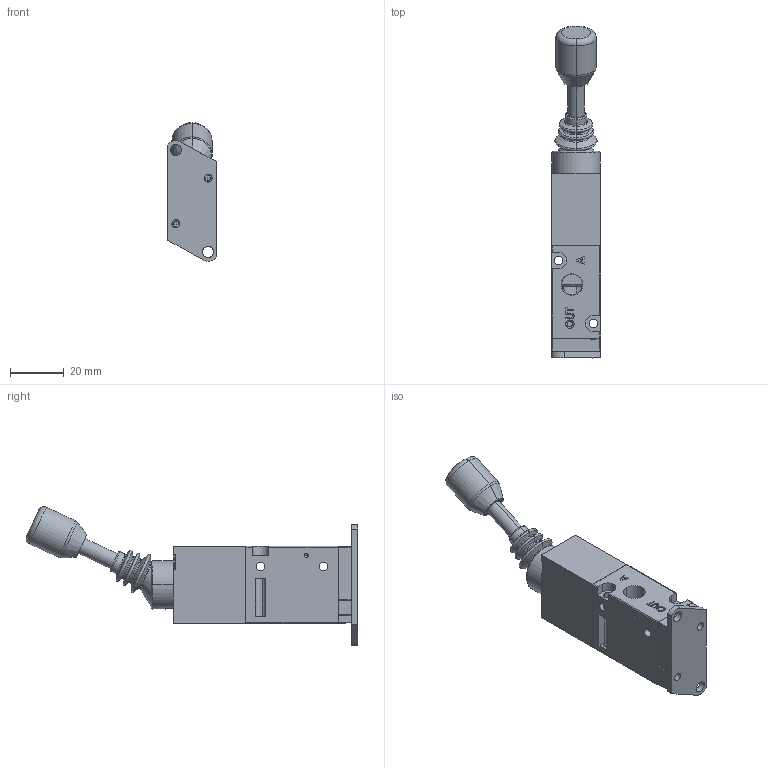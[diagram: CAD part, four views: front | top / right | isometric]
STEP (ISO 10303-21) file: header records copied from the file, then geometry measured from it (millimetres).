
FILE_DESCRIPTION (( 'STEP AP203' ), '1' );
FILE_NAME ('TMV260-D-P.STEP', '2016-01-13T00:41:13', ( 'yrd8' ), ( 'Hewlett-Packard Company' ), 'SwSTEP 2.0', 'SolidWorks 2008', '' );
FILE_SCHEMA (( 'CONFIG_CONTROL_DESIGN' ));
Length unit declared in the file: millimetre
Products named in the file (9): TMV260-D-P; SF2000BodyCover_ル遽; BodyCoverBolt(M2.6xL7.5)_ル遽; TMV200; TMV200 Semi; TMV Bellows-1; PlateBolt(M2.6xL7)_ル遽; TMV200-Plate; sf2600 body
Assembly tree (10 placements, depth 3):
  TMV260-D-P
    sf2600 body
    BodyCoverBolt(M2.6xL7.5)_ル遽  x2
    SF2000BodyCover_ル遽
    TMV200-Plate
    TMV200
      PlateBolt(M2.6xL7)_ル遽  x2
      TMV Bellows-1
      TMV200 Semi
Bounding box: 18.4 x 123.7 x 51.66 mm (x, y, z)
Volume: 37519.6 mm3; surface area: 20112.9 mm2
Topology: 9 solids, 10 shells, 752 faces, 1966 edges, 1237 vertices
Faces by surface type: plane 283, cylinder 196, cone 145, bspline 86, torus 38, sphere 4
Entity records: 27959 total; most frequent: CARTESIAN_POINT 10815, ORIENTED_EDGE 3516, DIRECTION 3187, EDGE_CURVE 1758, AXIS2_PLACEMENT_3D 1160, VERTEX_POINT 1125, LINE 867, VECTOR 867
